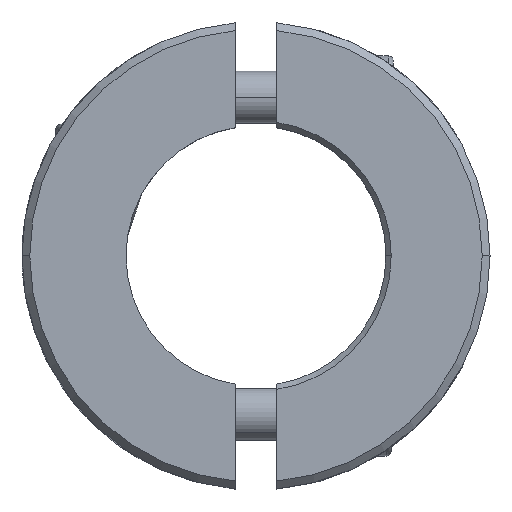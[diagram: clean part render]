
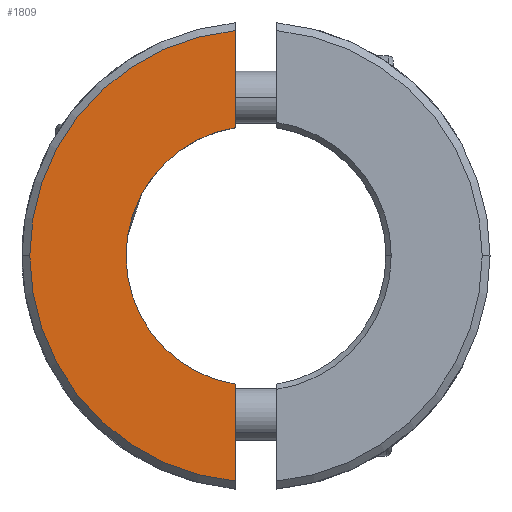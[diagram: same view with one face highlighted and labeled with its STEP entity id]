
A CAD part, top view. The second image highlights one B-rep face of the part: STEP entity #1809.
In plain terms, the highlighted planar face has unit normal (0, 0, 1).
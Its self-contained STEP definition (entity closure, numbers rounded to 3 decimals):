
#1033=VERTEX_POINT('',#2815);
#1079=EDGE_CURVE('NONE',#1893,#1085,#2870,.T.);
#1085=VERTEX_POINT('NONE',#2876);
#1469=EDGE_CURVE('NONE',#2073,#1893,#3301,.T.);
#1631=VERTEX_POINT('NONE',#3473);
#1809=ADVANCED_FACE('NONE',(#3672),#3673,.T.);
#1893=VERTEX_POINT('NONE',#3762);
#2025=EDGE_CURVE('NONE',#1631,#2073,#3909,.T.);
#2073=VERTEX_POINT('NONE',#3961);
#2077=EDGE_CURVE('NONE',#1033,#2169,#3965,.T.);
#2139=EDGE_CURVE('NONE',#1085,#1033,#4034,.T.);
#2169=VERTEX_POINT('NONE',#4071);
#2447=EDGE_CURVE('NONE',#2169,#1631,#4382,.T.);
#2815=CARTESIAN_POINT('',(-43.5,0.,0.));
#2870=LINE('',#4909,#4910);
#2876=CARTESIAN_POINT('',(-4.0,43.316,0.));
#3301=CIRCLE('',#5613,25.0);
#3473=CARTESIAN_POINT('',(-4.0,-24.678,0.));
#3672=FACE_OUTER_BOUND('',#6188,.T.);
#3673=PLANE('',#6189);
#3762=CARTESIAN_POINT('',(-4.0,24.678,0.));
#3909=CIRCLE('',#6582,25.0);
#3961=CARTESIAN_POINT('',(-25.0,0.0,0.));
#3965=CIRCLE('',#6660,43.5);
#4034=CIRCLE('',#6760,43.5);
#4071=CARTESIAN_POINT('',(-4.0,-43.316,0.));
#4382=LINE('',#7278,#7279);
#4909=CARTESIAN_POINT('',(-4.0,24.678,0.));
#4910=VECTOR('',#7889,1000.0);
#5613=AXIS2_PLACEMENT_3D('',#8349,#8350,#8351);
#6188=EDGE_LOOP('',(#8759,#8760,#8761,#8762,#8763,#8764));
#6189=AXIS2_PLACEMENT_3D('',#8765,#8766,#8767);
#6582=AXIS2_PLACEMENT_3D('',#9012,#9013,#9014);
#6660=AXIS2_PLACEMENT_3D('',#9066,#9067,#9068);
#6760=AXIS2_PLACEMENT_3D('',#9138,#9139,#9140);
#7278=CARTESIAN_POINT('',(-4.0,-44.822,0.));
#7279=VECTOR('',#9580,1000.0);
#7889=DIRECTION('',(0.,1.0,0.));
#8349=CARTESIAN_POINT('',(0.0,0.0,0.0));
#8350=DIRECTION('',(0.,0.,-1.0));
#8351=DIRECTION('',(-1.0,0.0,0.));
#8759=ORIENTED_EDGE('',*,*,#1079,.T.);
#8760=ORIENTED_EDGE('',*,*,#2139,.T.);
#8761=ORIENTED_EDGE('',*,*,#2077,.T.);
#8762=ORIENTED_EDGE('',*,*,#2447,.T.);
#8763=ORIENTED_EDGE('',*,*,#2025,.T.);
#8764=ORIENTED_EDGE('',*,*,#1469,.T.);
#8765=CARTESIAN_POINT('',(0.0,0.0,0.0));
#8766=DIRECTION('',(0.,0.,1.0));
#8767=DIRECTION('',(-1.0,0.0,0.));
#9012=CARTESIAN_POINT('',(0.0,0.0,0.0));
#9013=DIRECTION('',(0.,0.,-1.0));
#9014=DIRECTION('',(-1.0,0.0,0.));
#9066=CARTESIAN_POINT('',(0.0,0.0,0.0));
#9067=DIRECTION('',(0.,0.,1.0));
#9068=DIRECTION('',(-1.0,0.0,0.));
#9138=CARTESIAN_POINT('',(0.0,0.0,0.0));
#9139=DIRECTION('',(0.,0.,1.0));
#9140=DIRECTION('',(-1.0,0.0,0.));
#9580=DIRECTION('',(0.,1.0,0.));
